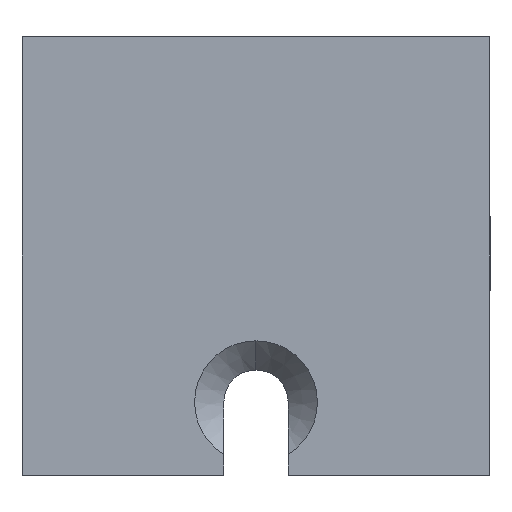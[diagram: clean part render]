
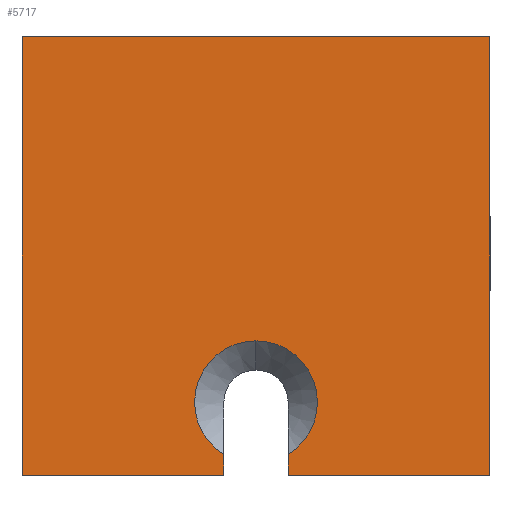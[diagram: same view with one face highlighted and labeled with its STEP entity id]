
A CAD part, left-side view. The second image highlights one B-rep face of the part: STEP entity #5717.
In plain terms, the highlighted planar face has unit normal (-1, 0, 0).
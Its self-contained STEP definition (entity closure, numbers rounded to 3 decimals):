
#54 = VERTEX_POINT ( 'NONE', #2164 ) ;
#238 = CARTESIAN_POINT ( 'NONE',  ( -7.75, 0., -10. ) ) ;
#495 = FACE_OUTER_BOUND ( 'NONE', #9544, .T. ) ;
#508 = CARTESIAN_POINT ( 'NONE',  ( -7.75, -16., 15. ) ) ;
#732 = ORIENTED_EDGE ( 'NONE', *, *, #12161, .T. ) ;
#876 = VECTOR ( 'NONE', #3909, 1000. ) ;
#1225 = AXIS2_PLACEMENT_3D ( 'NONE', #8290, #4192, #6614 ) ;
#1276 = ORIENTED_EDGE ( 'NONE', *, *, #2487, .F. ) ;
#1577 = CARTESIAN_POINT ( 'NONE',  ( -7.75, 2.2, -15. ) ) ;
#1990 = AXIS2_PLACEMENT_3D ( 'NONE', #5552, #4539, #12701 ) ;
#2133 = AXIS2_PLACEMENT_3D ( 'NONE', #238, #2287, #7449 ) ;
#2164 = CARTESIAN_POINT ( 'NONE',  ( -7.75, -16., -15. ) ) ;
#2287 = DIRECTION ( 'NONE',  ( 1., 0., 0. ) ) ;
#2360 = VECTOR ( 'NONE', #6832, 1000. ) ;
#2487 = EDGE_CURVE ( 'NONE', #5513, #3323, #6690, .T. ) ;
#2505 = LINE ( 'NONE', #5136, #11852 ) ;
#2667 = LINE ( 'NONE', #12492, #5254 ) ;
#2818 = ORIENTED_EDGE ( 'NONE', *, *, #3808, .T. ) ;
#3141 = CARTESIAN_POINT ( 'NONE',  ( -7.75, -16., -15. ) ) ;
#3178 = CARTESIAN_POINT ( 'NONE',  ( -7.75, 16., 15. ) ) ;
#3323 = VERTEX_POINT ( 'NONE', #9073 ) ;
#3393 = EDGE_CURVE ( 'NONE', #4014, #13190, #2667, .T. ) ;
#3531 = CARTESIAN_POINT ( 'NONE',  ( -7.75, 0., -5.8 ) ) ;
#3731 = EDGE_CURVE ( 'NONE', #11394, #9662, #7343, .T. ) ;
#3808 = EDGE_CURVE ( 'NONE', #6412, #9662, #4921, .T. ) ;
#3882 = VECTOR ( 'NONE', #11461, 1000. ) ;
#3909 = DIRECTION ( 'NONE',  ( 0., 0., 1. ) ) ;
#3936 = CARTESIAN_POINT ( 'NONE',  ( -7.75, -16., -15. ) ) ;
#4014 = VERTEX_POINT ( 'NONE', #12503 ) ;
#4024 = ORIENTED_EDGE ( 'NONE', *, *, #5875, .T. ) ;
#4080 = DIRECTION ( 'NONE',  ( 0., -1., 0. ) ) ;
#4192 = DIRECTION ( 'NONE',  ( 1., 0., 0. ) ) ;
#4235 = DIRECTION ( 'NONE',  ( 0., 0., -1. ) ) ;
#4539 = DIRECTION ( 'NONE',  ( 1., 0., 0. ) ) ;
#4901 = CARTESIAN_POINT ( 'NONE',  ( -7.75, -2.2, -15. ) ) ;
#4921 = CIRCLE ( 'NONE', #1990, 4.2 ) ;
#5073 = DIRECTION ( 'NONE',  ( 0., -1., 0. ) ) ;
#5136 = CARTESIAN_POINT ( 'NONE',  ( -7.75, -16., 15. ) ) ;
#5254 = VECTOR ( 'NONE', #4235, 1000. ) ;
#5513 = VERTEX_POINT ( 'NONE', #8647 ) ;
#5552 = CARTESIAN_POINT ( 'NONE',  ( -7.75, 0., -10. ) ) ;
#5717 = ADVANCED_FACE ( 'NONE', ( #495 ), #7243, .F. ) ;
#5875 = EDGE_CURVE ( 'NONE', #10693, #13190, #10039, .T. ) ;
#5979 = VECTOR ( 'NONE', #4080, 1000. ) ;
#6023 = CIRCLE ( 'NONE', #2133, 4.2 ) ;
#6088 = ORIENTED_EDGE ( 'NONE', *, *, #7941, .T. ) ;
#6412 = VERTEX_POINT ( 'NONE', #3531 ) ;
#6614 = DIRECTION ( 'NONE',  ( 0., 0., -1. ) ) ;
#6690 = LINE ( 'NONE', #508, #2360 ) ;
#6832 = DIRECTION ( 'NONE',  ( 0., -1., 0. ) ) ;
#7132 = EDGE_CURVE ( 'NONE', #5513, #10693, #12112, .T. ) ;
#7235 = VECTOR ( 'NONE', #5073, 1000. ) ;
#7243 = PLANE ( 'NONE',  #1225 ) ;
#7343 = LINE ( 'NONE', #9061, #876 ) ;
#7449 = DIRECTION ( 'NONE',  ( 0., 0., -1. ) ) ;
#7941 = EDGE_CURVE ( 'NONE', #11394, #54, #11275, .T. ) ;
#8290 = CARTESIAN_POINT ( 'NONE',  ( -7.75, -16., 15. ) ) ;
#8600 = CARTESIAN_POINT ( 'NONE',  ( -7.75, -2.2, -13.578 ) ) ;
#8627 = ORIENTED_EDGE ( 'NONE', *, *, #7132, .T. ) ;
#8647 = CARTESIAN_POINT ( 'NONE',  ( -7.75, 16., 15. ) ) ;
#8682 = ORIENTED_EDGE ( 'NONE', *, *, #3393, .F. ) ;
#9021 = ORIENTED_EDGE ( 'NONE', *, *, #11514, .F. ) ;
#9061 = CARTESIAN_POINT ( 'NONE',  ( -7.75, -2.2, -10. ) ) ;
#9073 = CARTESIAN_POINT ( 'NONE',  ( -7.75, -16., 15. ) ) ;
#9155 = DIRECTION ( 'NONE',  ( 0., 0., -1. ) ) ;
#9373 = CARTESIAN_POINT ( 'NONE',  ( -7.75, 16., -15. ) ) ;
#9544 = EDGE_LOOP ( 'NONE', ( #732, #2818, #12029, #6088, #9021, #1276, #8627, #4024, #8682 ) ) ;
#9662 = VERTEX_POINT ( 'NONE', #8600 ) ;
#10039 = LINE ( 'NONE', #3936, #5979 ) ;
#10693 = VERTEX_POINT ( 'NONE', #9373 ) ;
#11275 = LINE ( 'NONE', #3141, #7235 ) ;
#11394 = VERTEX_POINT ( 'NONE', #4901 ) ;
#11461 = DIRECTION ( 'NONE',  ( 0., 0., -1. ) ) ;
#11514 = EDGE_CURVE ( 'NONE', #3323, #54, #2505, .T. ) ;
#11852 = VECTOR ( 'NONE', #9155, 1000. ) ;
#12029 = ORIENTED_EDGE ( 'NONE', *, *, #3731, .F. ) ;
#12112 = LINE ( 'NONE', #3178, #3882 ) ;
#12161 = EDGE_CURVE ( 'NONE', #4014, #6412, #6023, .T. ) ;
#12492 = CARTESIAN_POINT ( 'NONE',  ( -7.75, 2.2, -15. ) ) ;
#12503 = CARTESIAN_POINT ( 'NONE',  ( -7.75, 2.2, -13.578 ) ) ;
#12701 = DIRECTION ( 'NONE',  ( 0., 0., -1. ) ) ;
#13190 = VERTEX_POINT ( 'NONE', #1577 ) ;
